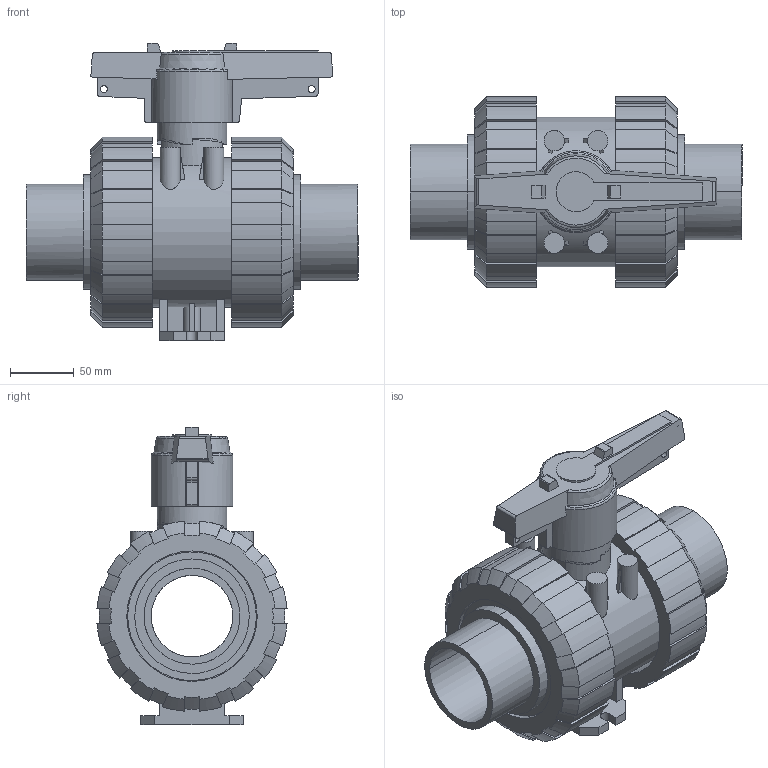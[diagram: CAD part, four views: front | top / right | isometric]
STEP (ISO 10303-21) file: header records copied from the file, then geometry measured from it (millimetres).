
FILE_DESCRIPTION((''),'2;1');
FILE_NAME('PV10053B075.stp','2022-02-14T16:29:23',('RL'),(''),'Autodesk Inventor 2012','Autodesk Inventor 2012','');
FILE_SCHEMA(('AUTOMOTIVE_DESIGN { 1 0 10303 214 1 1 1 1 }'));
Length unit declared in the file: millimetre
Products named in the file (1): PV10053B075
Bounding box: 259.5 x 148.54 x 232.83 mm (x, y, z)
Volume: 2154722.4 mm3; surface area: 366609.1 mm2
Topology: 6 solids, 6 shells, 430 faces, 1224 edges, 818 vertices
Faces by surface type: plane 224, cylinder 102, cone 76, bspline 20, torus 8
Full cylindrical faces by diameter (mm): 5.5 x2, 16 x4, 54.7 x1, 65 x1, 102 x2, 117 x1, 123.3 x2
Entity records: 14848 total; most frequent: CARTESIAN_POINT 3894, ORIENTED_EDGE 2404, DIRECTION 2158, EDGE_CURVE 1202, VERTEX_POINT 810, AXIS2_PLACEMENT_3D 769, VECTOR 620, LINE 620
